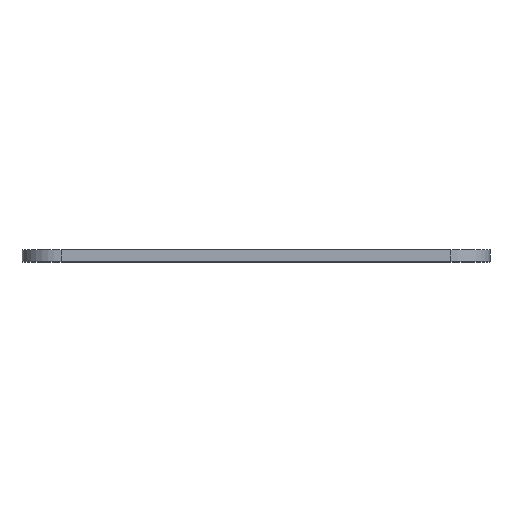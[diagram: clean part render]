
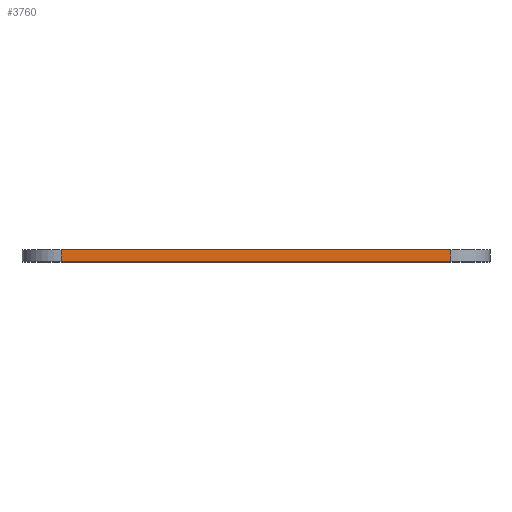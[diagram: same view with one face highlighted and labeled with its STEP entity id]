
A CAD part, top view. The second image highlights one B-rep face of the part: STEP entity #3760.
In plain terms, the highlighted planar face has unit normal (0, 0, 1).
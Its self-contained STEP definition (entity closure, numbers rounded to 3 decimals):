
#108 = CARTESIAN_POINT ( 'NONE',  ( -50., 0., 70. ) ) ;
#377 = DIRECTION ( 'NONE',  ( 0., -1., 0. ) ) ;
#443 = VECTOR ( 'NONE', #2808, 1000. ) ;
#493 = VECTOR ( 'NONE', #3731, 1000. ) ;
#676 = CARTESIAN_POINT ( 'NONE',  ( -50., 3., 70. ) ) ;
#740 = CARTESIAN_POINT ( 'NONE',  ( 50., 3., 70. ) ) ;
#833 = VECTOR ( 'NONE', #3280, 1000. ) ;
#974 = EDGE_CURVE ( 'NONE', #2750, #3875, #2953, .T. ) ;
#1132 = VECTOR ( 'NONE', #377, 1000. ) ;
#1253 = ORIENTED_EDGE ( 'NONE', *, *, #2553, .F. ) ;
#1331 = LINE ( 'NONE', #1590, #493 ) ;
#1371 = DIRECTION ( 'NONE',  ( -1., 0., 0. ) ) ;
#1573 = LINE ( 'NONE', #1736, #833 ) ;
#1590 = CARTESIAN_POINT ( 'NONE',  ( 50., 3., 70. ) ) ;
#1736 = CARTESIAN_POINT ( 'NONE',  ( 50., 0., 70. ) ) ;
#1808 = CARTESIAN_POINT ( 'NONE',  ( -50., 3., 70. ) ) ;
#2014 = ORIENTED_EDGE ( 'NONE', *, *, #974, .F. ) ;
#2041 = ORIENTED_EDGE ( 'NONE', *, *, #2607, .T. ) ;
#2496 = CARTESIAN_POINT ( 'NONE',  ( 50., 3., 70. ) ) ;
#2553 = EDGE_CURVE ( 'NONE', #2893, #2750, #1331, .T. ) ;
#2596 = EDGE_LOOP ( 'NONE', ( #2632, #2014, #1253, #2041 ) ) ;
#2607 = EDGE_CURVE ( 'NONE', #2893, #4002, #2812, .T. ) ;
#2625 = PLANE ( 'NONE',  #3883 ) ;
#2632 = ORIENTED_EDGE ( 'NONE', *, *, #3261, .T. ) ;
#2750 = VERTEX_POINT ( 'NONE', #3273 ) ;
#2808 = DIRECTION ( 'NONE',  ( 0., -1., 0. ) ) ;
#2812 = LINE ( 'NONE', #676, #1132 ) ;
#2893 = VERTEX_POINT ( 'NONE', #1808 ) ;
#2903 = CARTESIAN_POINT ( 'NONE',  ( 50., 0., 70. ) ) ;
#2953 = LINE ( 'NONE', #2496, #443 ) ;
#3131 = FACE_OUTER_BOUND ( 'NONE', #2596, .T. ) ;
#3241 = DIRECTION ( 'NONE',  ( 0., 0., -1. ) ) ;
#3261 = EDGE_CURVE ( 'NONE', #4002, #3875, #1573, .T. ) ;
#3273 = CARTESIAN_POINT ( 'NONE',  ( 50., 3., 70. ) ) ;
#3280 = DIRECTION ( 'NONE',  ( 1., 0., 0. ) ) ;
#3731 = DIRECTION ( 'NONE',  ( 1., 0., 0. ) ) ;
#3760 = ADVANCED_FACE ( 'NONE', ( #3131 ), #2625, .F. ) ;
#3875 = VERTEX_POINT ( 'NONE', #2903 ) ;
#3883 = AXIS2_PLACEMENT_3D ( 'NONE', #740, #3241, #1371 ) ;
#4002 = VERTEX_POINT ( 'NONE', #108 ) ;
